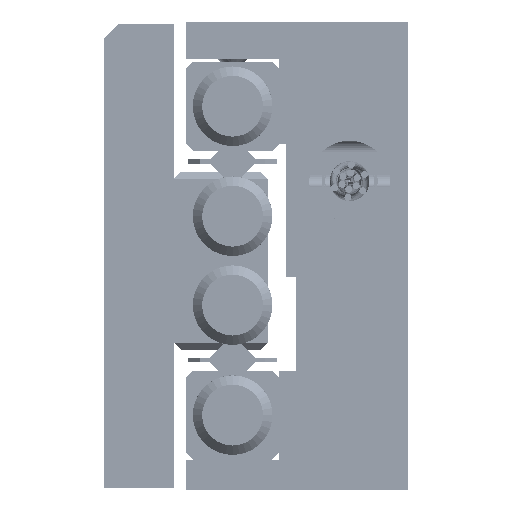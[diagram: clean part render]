
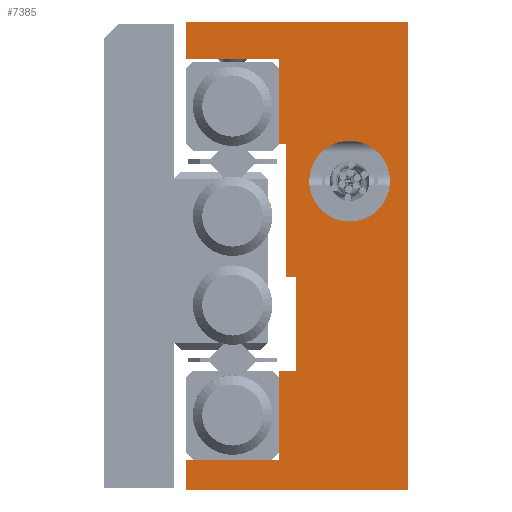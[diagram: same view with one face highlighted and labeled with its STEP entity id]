
A CAD part, left-side view. The second image highlights one B-rep face of the part: STEP entity #7385.
In plain terms, the highlighted planar face has unit normal (-1, 0, 0).
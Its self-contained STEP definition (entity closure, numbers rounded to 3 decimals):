
#617 = DIRECTION ( 'NONE',  ( 0., 0., 1. ) ) ;
#795 = CARTESIAN_POINT ( 'NONE',  ( -40., 9.5, -10. ) ) ;
#918 = VECTOR ( 'NONE', #617, 1000. ) ;
#1974 = DIRECTION ( 'NONE',  ( 0., 0., 1. ) ) ;
#3184 = CARTESIAN_POINT ( 'NONE',  ( -40., 2.5, 4.927 ) ) ;
#3642 = VERTEX_POINT ( 'NONE', #33409 ) ;
#3921 = VECTOR ( 'NONE', #16426, 1000. ) ;
#4204 = CARTESIAN_POINT ( 'NONE',  ( -40., 5.5, 4.8 ) ) ;
#4343 = VERTEX_POINT ( 'NONE', #25258 ) ;
#4458 = VECTOR ( 'NONE', #26466, 1000. ) ;
#4554 = DIRECTION ( 'NONE',  ( 0., 0., 1. ) ) ;
#4699 = VECTOR ( 'NONE', #45741, 1000. ) ;
#4834 = ORIENTED_EDGE ( 'NONE', *, *, #10765, .F. ) ;
#5556 = DIRECTION ( 'NONE',  ( -1., 0., 0. ) ) ;
#6395 = EDGE_CURVE ( 'NONE', #68239, #71108, #22018, .T. ) ;
#6998 = ORIENTED_EDGE ( 'NONE', *, *, #47228, .F. ) ;
#7385 = ADVANCED_FACE ( 'NONE', ( #19734, #63935 ), #29710, .F. ) ;
#7608 = AXIS2_PLACEMENT_3D ( 'NONE', #29629, #40294, #1974 ) ;
#7948 = DIRECTION ( 'NONE',  ( 0., 0., -1. ) ) ;
#8217 = LINE ( 'NONE', #25155, #54411 ) ;
#9161 = EDGE_LOOP ( 'NONE', ( #27656, #68849, #33960, #13518, #61924, #42716, #43608, #4834, #51952, #34243, #6998, #57486, #56466, #71130 ) ) ;
#10016 = CIRCLE ( 'NONE', #37102, 1.727 ) ;
#10196 = LINE ( 'NONE', #31964, #55001 ) ;
#10574 = LINE ( 'NONE', #16103, #39829 ) ;
#10765 = EDGE_CURVE ( 'NONE', #29496, #16845, #10574, .T. ) ;
#12153 = LINE ( 'NONE', #56374, #35056 ) ;
#12972 = CARTESIAN_POINT ( 'NONE',  ( -40., 5.5, 8.4 ) ) ;
#13331 = VECTOR ( 'NONE', #47901, 1000. ) ;
#13518 = ORIENTED_EDGE ( 'NONE', *, *, #54811, .T. ) ;
#14716 = CARTESIAN_POINT ( 'NONE',  ( -40., 5.5, -4.9 ) ) ;
#15178 = ORIENTED_EDGE ( 'NONE', *, *, #56654, .F. ) ;
#15265 = CARTESIAN_POINT ( 'NONE',  ( -40., 9.5, 10. ) ) ;
#15639 = CARTESIAN_POINT ( 'NONE',  ( -40., 4.8, -0.9 ) ) ;
#15988 = EDGE_CURVE ( 'NONE', #3642, #39070, #51993, .T. ) ;
#16103 = CARTESIAN_POINT ( 'NONE',  ( -40., 5.5, 10. ) ) ;
#16173 = VERTEX_POINT ( 'NONE', #3184 ) ;
#16406 = EDGE_LOOP ( 'NONE', ( #15178, #46846 ) ) ;
#16426 = DIRECTION ( 'NONE',  ( 0., 0., 1. ) ) ;
#16845 = VERTEX_POINT ( 'NONE', #25965 ) ;
#17064 = CARTESIAN_POINT ( 'NONE',  ( -40., 0., -10. ) ) ;
#19734 = FACE_OUTER_BOUND ( 'NONE', #9161, .T. ) ;
#20427 = CARTESIAN_POINT ( 'NONE',  ( -40., 5.2, -0.9 ) ) ;
#22018 = LINE ( 'NONE', #55539, #918 ) ;
#22320 = CARTESIAN_POINT ( 'NONE',  ( -40., 5.5, -4.9 ) ) ;
#23145 = VERTEX_POINT ( 'NONE', #14716 ) ;
#25140 = EDGE_CURVE ( 'NONE', #4343, #16173, #10016, .T. ) ;
#25155 = CARTESIAN_POINT ( 'NONE',  ( -40., 4.8, -10. ) ) ;
#25258 = CARTESIAN_POINT ( 'NONE',  ( -40., 2.5, 1.473 ) ) ;
#25965 = CARTESIAN_POINT ( 'NONE',  ( -40., 0., 10. ) ) ;
#26466 = DIRECTION ( 'NONE',  ( 0., -1., 0. ) ) ;
#27656 = ORIENTED_EDGE ( 'NONE', *, *, #44039, .T. ) ;
#28101 = VERTEX_POINT ( 'NONE', #50320 ) ;
#28219 = CARTESIAN_POINT ( 'NONE',  ( -40., 5.5, -10. ) ) ;
#29496 = VERTEX_POINT ( 'NONE', #61106 ) ;
#29629 = CARTESIAN_POINT ( 'NONE',  ( -40., 2.5, 3.2 ) ) ;
#29710 = PLANE ( 'NONE',  #38623 ) ;
#30701 = DIRECTION ( 'NONE',  ( 0., 0., -1. ) ) ;
#30932 = EDGE_CURVE ( 'NONE', #39070, #70217, #10196, .T. ) ;
#31513 = EDGE_CURVE ( 'NONE', #71108, #53679, #12153, .T. ) ;
#31964 = CARTESIAN_POINT ( 'NONE',  ( -40., 5.5, -10. ) ) ;
#32008 = LINE ( 'NONE', #42322, #4458 ) ;
#32332 = CIRCLE ( 'NONE', #7608, 1.727 ) ;
#33050 = DIRECTION ( 'NONE',  ( 0., -1., 0. ) ) ;
#33409 = CARTESIAN_POINT ( 'NONE',  ( -40., 9.5, -8.7 ) ) ;
#33960 = ORIENTED_EDGE ( 'NONE', *, *, #66605, .F. ) ;
#34243 = ORIENTED_EDGE ( 'NONE', *, *, #60489, .T. ) ;
#34729 = EDGE_CURVE ( 'NONE', #68239, #43330, #32008, .T. ) ;
#34943 = VECTOR ( 'NONE', #56818, 1000. ) ;
#35056 = VECTOR ( 'NONE', #58469, 1000. ) ;
#36635 = LINE ( 'NONE', #15265, #51775 ) ;
#37102 = AXIS2_PLACEMENT_3D ( 'NONE', #56036, #5556, #40172 ) ;
#38623 = AXIS2_PLACEMENT_3D ( 'NONE', #68739, #42203, #7948 ) ;
#39070 = VERTEX_POINT ( 'NONE', #71239 ) ;
#39260 = LINE ( 'NONE', #22320, #45100 ) ;
#39672 = CARTESIAN_POINT ( 'NONE',  ( -40., 5.2, 4.8 ) ) ;
#39829 = VECTOR ( 'NONE', #33050, 1000. ) ;
#40172 = DIRECTION ( 'NONE',  ( 0., 0., 1. ) ) ;
#40225 = LINE ( 'NONE', #12972, #34943 ) ;
#40294 = DIRECTION ( 'NONE',  ( -1., 0., 0. ) ) ;
#41222 = EDGE_CURVE ( 'NONE', #29496, #48401, #36635, .T. ) ;
#42203 = DIRECTION ( 'NONE',  ( 1., 0., 0. ) ) ;
#42322 = CARTESIAN_POINT ( 'NONE',  ( -40., 5.5, -0.9 ) ) ;
#42530 = DIRECTION ( 'NONE',  ( 0., 0., -1. ) ) ;
#42716 = ORIENTED_EDGE ( 'NONE', *, *, #30932, .T. ) ;
#42786 = VECTOR ( 'NONE', #54623, 1000. ) ;
#43330 = VERTEX_POINT ( 'NONE', #15639 ) ;
#43608 = ORIENTED_EDGE ( 'NONE', *, *, #72151, .T. ) ;
#44039 = EDGE_CURVE ( 'NONE', #43330, #48449, #8217, .T. ) ;
#45062 = LINE ( 'NONE', #17064, #47447 ) ;
#45100 = VECTOR ( 'NONE', #67622, 1000. ) ;
#45741 = DIRECTION ( 'NONE',  ( 0., 0., -1. ) ) ;
#46846 = ORIENTED_EDGE ( 'NONE', *, *, #25140, .F. ) ;
#47228 = EDGE_CURVE ( 'NONE', #53679, #28101, #53090, .T. ) ;
#47447 = VECTOR ( 'NONE', #4554, 1000. ) ;
#47538 = CARTESIAN_POINT ( 'NONE',  ( -40., 5.5, -10. ) ) ;
#47901 = DIRECTION ( 'NONE',  ( 0., 0., 1. ) ) ;
#48401 = VERTEX_POINT ( 'NONE', #59249 ) ;
#48449 = VERTEX_POINT ( 'NONE', #70660 ) ;
#50320 = CARTESIAN_POINT ( 'NONE',  ( -40., 5.5, 8.4 ) ) ;
#51775 = VECTOR ( 'NONE', #42530, 1000. ) ;
#51952 = ORIENTED_EDGE ( 'NONE', *, *, #41222, .T. ) ;
#51993 = LINE ( 'NONE', #795, #4699 ) ;
#53090 = LINE ( 'NONE', #47538, #13331 ) ;
#53679 = VERTEX_POINT ( 'NONE', #4204 ) ;
#54411 = VECTOR ( 'NONE', #30701, 1000. ) ;
#54623 = DIRECTION ( 'NONE',  ( 0., 1., 0. ) ) ;
#54811 = EDGE_CURVE ( 'NONE', #69253, #3642, #59774, .T. ) ;
#54892 = CARTESIAN_POINT ( 'NONE',  ( -40., 5.5, -8.7 ) ) ;
#55001 = VECTOR ( 'NONE', #59579, 1000. ) ;
#55539 = CARTESIAN_POINT ( 'NONE',  ( -40., 5.2, 4.8 ) ) ;
#56036 = CARTESIAN_POINT ( 'NONE',  ( -40., 2.5, 3.2 ) ) ;
#56241 = CARTESIAN_POINT ( 'NONE',  ( -40., 0., -10. ) ) ;
#56374 = CARTESIAN_POINT ( 'NONE',  ( -40., 5.5, 4.8 ) ) ;
#56466 = ORIENTED_EDGE ( 'NONE', *, *, #6395, .F. ) ;
#56654 = EDGE_CURVE ( 'NONE', #16173, #4343, #32332, .T. ) ;
#56818 = DIRECTION ( 'NONE',  ( 0., -1., 0. ) ) ;
#57486 = ORIENTED_EDGE ( 'NONE', *, *, #31513, .F. ) ;
#58469 = DIRECTION ( 'NONE',  ( 0., 1., 0. ) ) ;
#59249 = CARTESIAN_POINT ( 'NONE',  ( -40., 9.5, 8.4 ) ) ;
#59579 = DIRECTION ( 'NONE',  ( 0., -1., 0. ) ) ;
#59774 = LINE ( 'NONE', #66743, #42786 ) ;
#60489 = EDGE_CURVE ( 'NONE', #48401, #28101, #40225, .T. ) ;
#61106 = CARTESIAN_POINT ( 'NONE',  ( -40., 9.5, 10. ) ) ;
#61924 = ORIENTED_EDGE ( 'NONE', *, *, #15988, .T. ) ;
#63935 = FACE_BOUND ( 'NONE', #16406, .T. ) ;
#66605 = EDGE_CURVE ( 'NONE', #69253, #23145, #72767, .T. ) ;
#66697 = EDGE_CURVE ( 'NONE', #23145, #48449, #39260, .T. ) ;
#66743 = CARTESIAN_POINT ( 'NONE',  ( -40., 5.5, -8.7 ) ) ;
#67622 = DIRECTION ( 'NONE',  ( 0., -1., 0. ) ) ;
#68239 = VERTEX_POINT ( 'NONE', #20427 ) ;
#68739 = CARTESIAN_POINT ( 'NONE',  ( -40., 5.5, -10. ) ) ;
#68849 = ORIENTED_EDGE ( 'NONE', *, *, #66697, .F. ) ;
#69253 = VERTEX_POINT ( 'NONE', #54892 ) ;
#70217 = VERTEX_POINT ( 'NONE', #56241 ) ;
#70660 = CARTESIAN_POINT ( 'NONE',  ( -40., 4.8, -4.9 ) ) ;
#71108 = VERTEX_POINT ( 'NONE', #39672 ) ;
#71130 = ORIENTED_EDGE ( 'NONE', *, *, #34729, .T. ) ;
#71239 = CARTESIAN_POINT ( 'NONE',  ( -40., 9.5, -10. ) ) ;
#72151 = EDGE_CURVE ( 'NONE', #70217, #16845, #45062, .T. ) ;
#72767 = LINE ( 'NONE', #28219, #3921 ) ;
